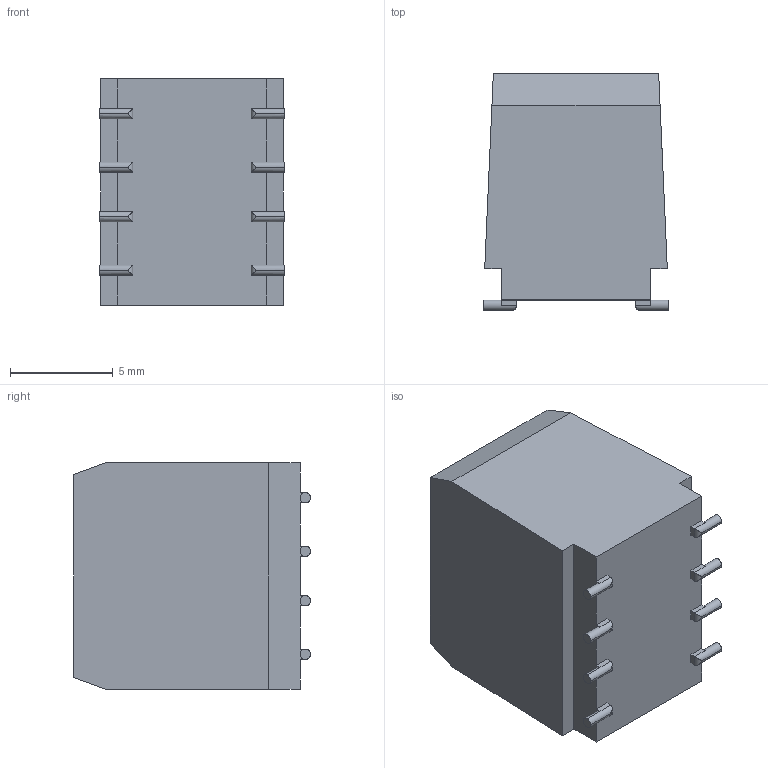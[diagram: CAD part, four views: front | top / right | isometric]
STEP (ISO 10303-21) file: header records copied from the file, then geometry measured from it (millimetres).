
FILE_DESCRIPTION((''),'2;1');
FILE_NAME('CMF-SDP07','2012-08-24T',('ryans'),('Bourns, Inc.'),'PRO/ENGINEER BY PARAMETRIC TECHNOLOGY CORPORATION, 2010100','PRO/ENGINEER BY PARAMETRIC TECHNOLOGY CORPORATION, 2010100','');
FILE_SCHEMA(('CONFIG_CONTROL_DESIGN'));
Length unit declared in the file: millimetre
Products named in the file (1): CMF-SDP07
Bounding box: 9 x 11.5 x 11 mm (x, y, z)
Volume: 337.7 mm3; surface area: 1347.9 mm2
Topology: 3 solids, 3 shells, 98 faces, 246 edges, 156 vertices
Faces by surface type: plane 68, cylinder 30
Entity records: 3106 total; most frequent: CARTESIAN_POINT 742, ORIENTED_EDGE 492, DIRECTION 454, EDGE_CURVE 246, VECTOR 194, LINE 194, VERTEX_POINT 156, AXIS2_PLACEMENT_3D 130
